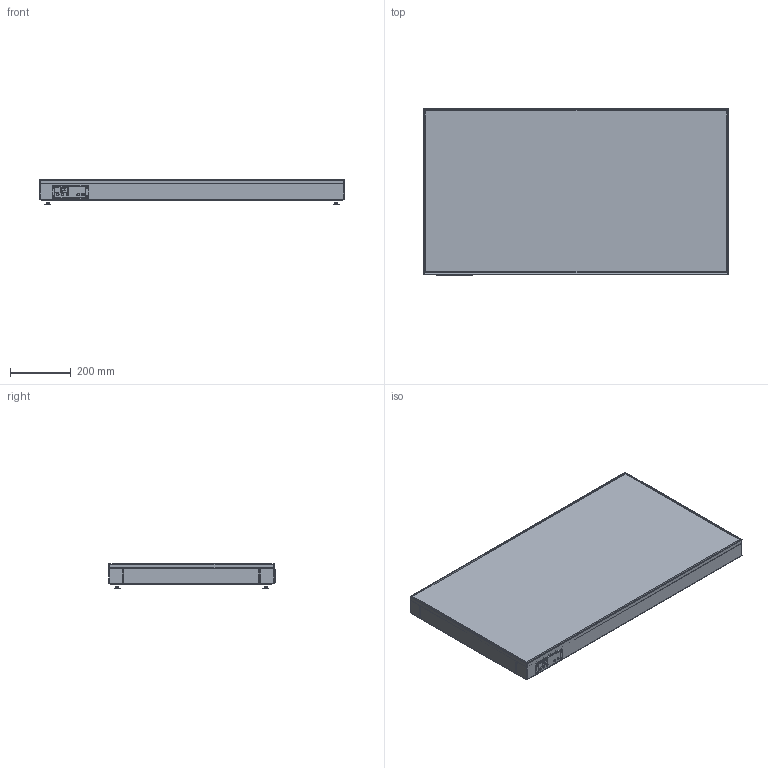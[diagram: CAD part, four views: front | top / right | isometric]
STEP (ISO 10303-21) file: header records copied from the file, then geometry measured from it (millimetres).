
FILE_DESCRIPTION(/* description */ ('This is a sample STEP configuration'),/* implementation_level */ '2;1');
FILE_NAME(/* name */ '11350000_A.stp',/* time_stamp */ '2021-05-27T14:19:33+02:00',/* author */ ('powerJobs'),/* organization */ ('coolOrange'),/* preprocessor_version */ 'ST-DEVELOPER v18.1',/* originating_system */ 'Autodesk Inventor 2021',/* authorisation */ '');
FILE_SCHEMA (('AUTOMOTIVE_DESIGN { 1 0 10303 214 3 1 1 }'));
Products named in the file (1): ENG-00003418
Bounding box: 1005 x 549 x 81 mm (x, y, z)
Volume: 16150654.9 mm3; surface area: 3800622.5 mm2
Topology: 1 solids, 32 shells, 2026 faces, 5437 edges, 3611 vertices
Faces by surface type: plane 1276, cylinder 454, bspline 140, cone 84, torus 63, sphere 9
Full cylindrical faces by diameter (mm): 1.8 x3, 2.5 x1, 3 x8, 3.249 x1, 3.3 x2, 3.749 x1, 4 x55, 5 x21, 5.5 x26, 6 x6, 6.3 x2, 7 x6, 7.6 x22, 8 x5, 8.2 x5, 9.5 x10, 12 x1, 22 x2
Entity records: 69173 total; most frequent: CARTESIAN_POINT 16574, ORIENTED_EDGE 10806, DIRECTION 10121, EDGE_CURVE 5403, VERTEX_POINT 3611, AXIS2_PLACEMENT_3D 3383, LINE 3355, VECTOR 3355
